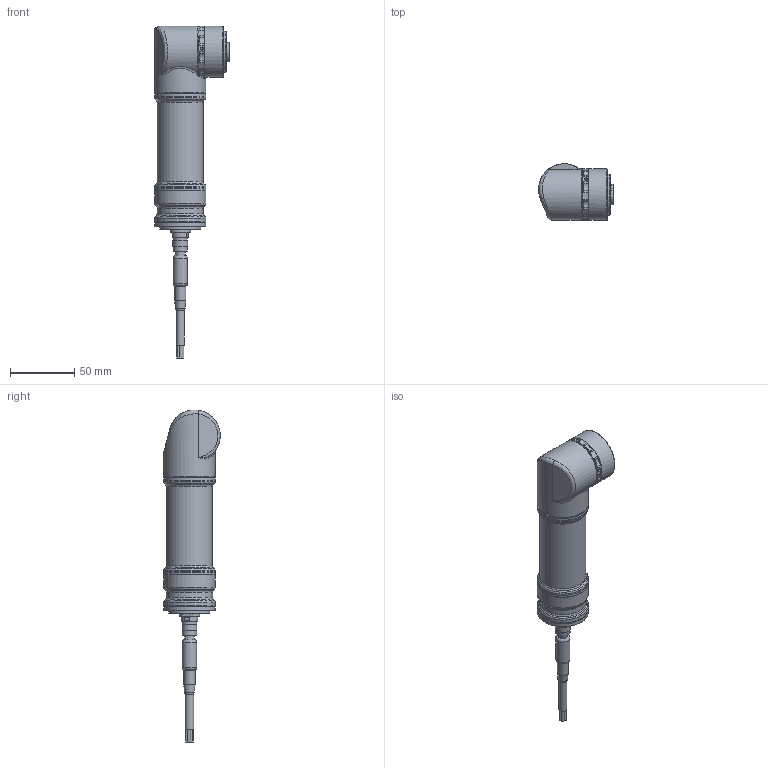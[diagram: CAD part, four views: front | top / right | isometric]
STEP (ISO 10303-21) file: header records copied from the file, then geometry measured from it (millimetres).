
FILE_DESCRIPTION (( 'STEP AP214' ), '1' );
FILE_NAME ('RA-2140-Defeatured.STEP', '2022-12-19T05:12:10', ( '' ), ( '' ), 'SwSTEP 2.0', 'SolidWorks 2019', '' );
FILE_SCHEMA (( 'AUTOMOTIVE_DESIGN' ));
Length unit declared in the file: millimetre
Products named in the file (10): RS1-1001; RS1-101-Defeatured; RS1-106-Defeatured; RS1-222-Defeatured_Short; RS1-335_defeature; IE55-1200-BCR; RS1-221-Defeatured; IE55-1200-CCP; RS1-209-Defeatured; RA-2140-Defeatured
Assembly tree (9 placements, depth 3):
  RA-2140-Defeatured
    RS1-1001
      IE55-1200-BCR
      IE55-1200-CCP
    RS1-209-Defeatured
    RS1-221-Defeatured
    RS1-335_defeature
    RS1-222-Defeatured_Short
    RS1-101-Defeatured
    RS1-106-Defeatured
Bounding box: 58.3 x 44 x 258.62 mm (x, y, z)
Volume: 204359.1 mm3; surface area: 43380.3 mm2
Topology: 10 solids, 10 shells, 477 faces, 1025 edges, 628 vertices
Faces by surface type: plane 178, cylinder 146, cone 118, bspline 22, torus 13
Full cylindrical faces by diameter (mm): 1.335 x6, 1.421 x6, 1.86 x6, 2.05 x3, 2.5 x8, 4.115 x2, 5.182 x5, 6.5 x1, 7.6 x1, 7.976 x1, 8.507 x1, 8.696 x1, 9.131 x5, 10.922 x1, 11.1 x1, 11.2 x2, 11.5 x1, 22.689 x1, 23.181 x1, 32 x2, 35.8 x1, 36 x3, 36.2 x1, 40 x10
Entity records: 15088 total; most frequent: CARTESIAN_POINT 5032, DIRECTION 2106, ORIENTED_EDGE 1674, AXIS2_PLACEMENT_3D 876, EDGE_CURVE 837, EDGE_LOOP 654, VERTEX_POINT 573, FACE_OUTER_BOUND 549
